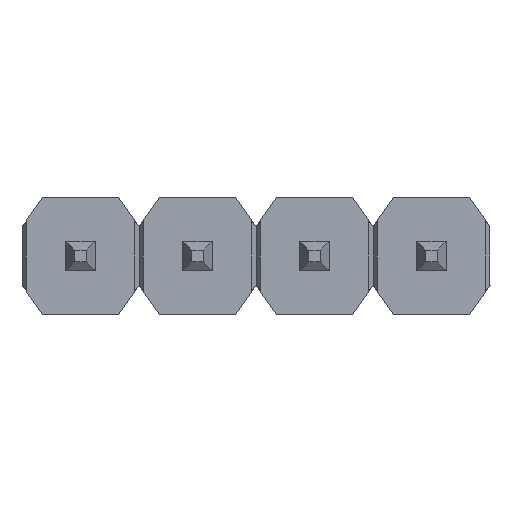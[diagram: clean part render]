
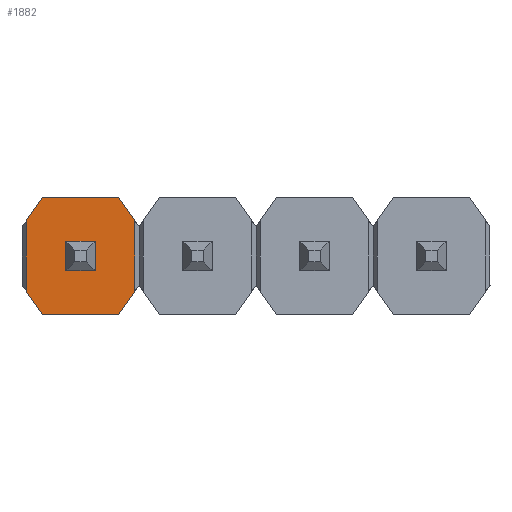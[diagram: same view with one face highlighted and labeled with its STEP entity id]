
A CAD part, front view. The second image highlights one B-rep face of the part: STEP entity #1882.
In plain terms, the highlighted planar face has unit normal (0, -1, 0).
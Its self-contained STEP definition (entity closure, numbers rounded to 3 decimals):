
#5=DIRECTION('',(-1.,0.,0.));
#6=VECTOR('',#5,1.3);
#7=CARTESIAN_POINT('',(1.65,0.,-1.));
#8=LINE('',#7,#6);
#9=DIRECTION('',(-0.573,0.,-0.819));
#10=VECTOR('',#9,0.488);
#11=CARTESIAN_POINT('',(1.93,0.,
-0.6));
#12=LINE('',#11,#10);
#21=DIRECTION('',(0.,0.,-1.));
#22=VECTOR('',#21,1.2);
#23=CARTESIAN_POINT('',(1.93,0.,
0.6));
#24=LINE('',#23,#22);
#33=DIRECTION('',(0.573,0.,-0.819));
#34=VECTOR('',#33,0.488);
#35=CARTESIAN_POINT('',(1.65,0.,1.));
#36=LINE('',#35,#34);
#65=DIRECTION('',(1.,0.,0.));
#66=VECTOR('',#65,1.3);
#67=CARTESIAN_POINT('',(0.35,0.,1.));
#68=LINE('',#67,#66);
#85=DIRECTION('',(0.573,0.,0.819));
#86=VECTOR('',#85,0.488);
#87=CARTESIAN_POINT('',(0.07,0.,
0.6));
#88=LINE('',#87,#86);
#89=DIRECTION('',(0.,0.,1.));
#90=VECTOR('',#89,1.2);
#91=CARTESIAN_POINT('',(0.07,0.,
-0.6));
#92=LINE('',#91,#90);
#97=DIRECTION('',(-0.573,0.,0.819));
#98=VECTOR('',#97,0.488);
#99=CARTESIAN_POINT('',(0.35,0.,-1.));
#100=LINE('',#99,#98);
#1349=DIRECTION('',(1.,0.,0.));
#1350=VECTOR('',#1349,0.5);
#1351=CARTESIAN_POINT('',(0.75,0.,-0.25));
#1352=LINE('',#1351,#1350);
#1385=DIRECTION('',(0.,0.,-1.));
#1386=VECTOR('',#1385,0.5);
#1387=CARTESIAN_POINT('',(0.75,0.,0.25));
#1388=LINE('',#1387,#1386);
#1393=DIRECTION('',(-1.,0.,0.));
#1394=VECTOR('',#1393,0.5);
#1395=CARTESIAN_POINT('',(1.25,0.,0.25));
#1396=LINE('',#1395,#1394);
#1421=DIRECTION('',(0.,0.,1.));
#1422=VECTOR('',#1421,0.5);
#1423=CARTESIAN_POINT('',(1.25,0.,-0.25));
#1424=LINE('',#1423,#1422);
#1507=CARTESIAN_POINT('',(0.35,0.,1.));
#1508=CARTESIAN_POINT('',(1.65,0.,1.));
#1509=VERTEX_POINT('',#1507);
#1510=VERTEX_POINT('',#1508);
#1637=CARTESIAN_POINT('',(1.65,0.,-1.));
#1639=VERTEX_POINT('',#1637);
#1643=CARTESIAN_POINT('',(0.75,0.,0.25));
#1644=CARTESIAN_POINT('',(0.75,0.,-0.25));
#1645=VERTEX_POINT('',#1643);
#1646=VERTEX_POINT('',#1644);
#1647=CARTESIAN_POINT('',(0.35,0.,-1.));
#1648=CARTESIAN_POINT('',(0.07,0.,
-0.6));
#1649=VERTEX_POINT('',#1647);
#1650=VERTEX_POINT('',#1648);
#1705=CARTESIAN_POINT('',(1.93,0.,
0.6));
#1706=CARTESIAN_POINT('',(1.93,0.,
-0.6));
#1707=VERTEX_POINT('',#1705);
#1708=VERTEX_POINT('',#1706);
#1785=CARTESIAN_POINT('',(0.07,0.,
0.6));
#1786=VERTEX_POINT('',#1785);
#1816=CARTESIAN_POINT('',(1.25,0.,0.25));
#1818=VERTEX_POINT('',#1816);
#1847=CARTESIAN_POINT('',(1.25,0.,-0.25));
#1848=VERTEX_POINT('',#1847);
#1849=CARTESIAN_POINT('',(0.033,0.,1.04));
#1850=DIRECTION('',(0.,1.,0.));
#1851=DIRECTION('',(-0.707,0.,0.707));
#1852=AXIS2_PLACEMENT_3D('',#1849,#1850,#1851);
#1853=PLANE('',#1852);
#1855=ORIENTED_EDGE('',*,*,#1854,.T.);
#1857=ORIENTED_EDGE('',*,*,#1856,.T.);
#1859=ORIENTED_EDGE('',*,*,#1858,.T.);
#1861=ORIENTED_EDGE('',*,*,#1860,.T.);
#1863=ORIENTED_EDGE('',*,*,#1862,.T.);
#1865=ORIENTED_EDGE('',*,*,#1864,.T.);
#1867=ORIENTED_EDGE('',*,*,#1866,.T.);
#1869=ORIENTED_EDGE('',*,*,#1868,.T.);
#1870=EDGE_LOOP('',(#1855,#1857,#1859,#1861,#1863,#1865,#1867,#1869));
#1871=FACE_OUTER_BOUND('',#1870,.F.);
#1873=ORIENTED_EDGE('',*,*,#1872,.T.);
#1875=ORIENTED_EDGE('',*,*,#1874,.T.);
#1877=ORIENTED_EDGE('',*,*,#1876,.T.);
#1879=ORIENTED_EDGE('',*,*,#1878,.T.);
#1880=EDGE_LOOP('',(#1873,#1875,#1877,#1879));
#1881=FACE_BOUND('',#1880,.F.);
#1882=ADVANCED_FACE('',(#1871,#1881),#1853,.F.);
#1854=EDGE_CURVE('',#1639,#1649,#8,.T.);
#1856=EDGE_CURVE('',#1649,#1650,#100,.T.);
#1858=EDGE_CURVE('',#1650,#1786,#92,.T.);
#1860=EDGE_CURVE('',#1786,#1509,#88,.T.);
#1862=EDGE_CURVE('',#1509,#1510,#68,.T.);
#1864=EDGE_CURVE('',#1510,#1707,#36,.T.);
#1866=EDGE_CURVE('',#1707,#1708,#24,.T.);
#1868=EDGE_CURVE('',#1708,#1639,#12,.T.);
#1872=EDGE_CURVE('',#1646,#1848,#1352,.T.);
#1874=EDGE_CURVE('',#1848,#1818,#1424,.T.);
#1876=EDGE_CURVE('',#1818,#1645,#1396,.T.);
#1878=EDGE_CURVE('',#1645,#1646,#1388,.T.);
